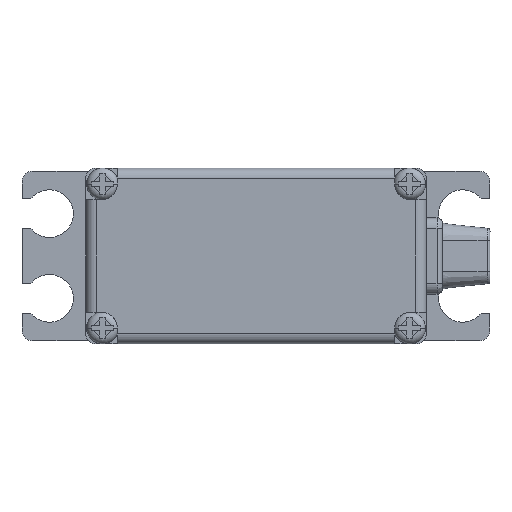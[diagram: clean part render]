
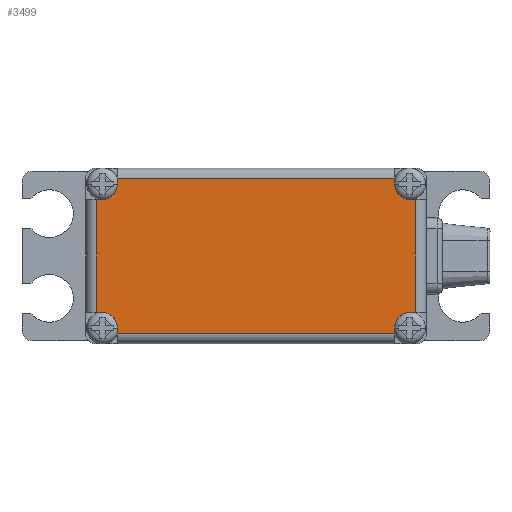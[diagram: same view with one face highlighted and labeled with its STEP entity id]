
A CAD part, front view. The second image highlights one B-rep face of the part: STEP entity #3499.
In plain terms, the highlighted planar face has unit normal (0, -1, 0).
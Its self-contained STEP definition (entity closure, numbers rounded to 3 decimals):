
#320=DIRECTION('',(0.,0.,-1.));
#321=VECTOR('',#320,0.5);
#322=CARTESIAN_POINT('',(-13.1,-6.02,-6.8));
#323=LINE('',#322,#321);
#329=CARTESIAN_POINT('',(-14.6,-6.02,6.8));
#330=DIRECTION('',(0.,-1.,0.));
#331=DIRECTION('',(0.,0.,-1.));
#332=AXIS2_PLACEMENT_3D('',#329,#330,#331);
#334=CARTESIAN_POINT('',(14.6,-6.02,6.8));
#335=DIRECTION('',(0.,-1.,0.));
#336=DIRECTION('',(-1.,0.,0.));
#337=AXIS2_PLACEMENT_3D('',#334,#335,#336);
#339=CARTESIAN_POINT('',(14.6,-6.02,-6.8));
#340=DIRECTION('',(0.,-1.,0.));
#341=DIRECTION('',(0.,0.,1.));
#342=AXIS2_PLACEMENT_3D('',#339,#340,#341);
#344=CARTESIAN_POINT('',(-14.6,-6.02,-6.8));
#345=DIRECTION('',(0.,-1.,0.));
#346=DIRECTION('',(1.,0.,0.));
#347=AXIS2_PLACEMENT_3D('',#344,#345,#346);
#353=DIRECTION('',(0.,0.,-1.));
#354=VECTOR('',#353,10.6);
#355=CARTESIAN_POINT('',(-15.1,-6.02,5.3));
#356=LINE('',#355,#354);
#362=DIRECTION('',(1.,0.,0.));
#363=VECTOR('',#362,0.5);
#364=CARTESIAN_POINT('',(-15.1,-6.02,-5.3));
#365=LINE('',#364,#363);
#408=DIRECTION('',(1.,0.,0.));
#409=VECTOR('',#408,26.2);
#410=CARTESIAN_POINT('',(-13.1,-6.02,-7.3));
#411=LINE('',#410,#409);
#421=DIRECTION('',(0.,0.,-1.));
#422=VECTOR('',#421,0.5);
#423=CARTESIAN_POINT('',(13.1,-6.02,-6.8));
#424=LINE('',#423,#422);
#769=DIRECTION('',(-1.,0.,0.));
#770=VECTOR('',#769,0.5);
#771=CARTESIAN_POINT('',(15.1,-6.02,-5.3));
#772=LINE('',#771,#770);
#777=DIRECTION('',(0.,0.,1.));
#778=VECTOR('',#777,10.6);
#779=CARTESIAN_POINT('',(15.1,-6.02,-5.3));
#780=LINE('',#779,#778);
#786=DIRECTION('',(-1.,0.,0.));
#787=VECTOR('',#786,0.5);
#788=CARTESIAN_POINT('',(15.1,-6.02,5.3));
#789=LINE('',#788,#787);
#896=DIRECTION('',(0.,0.,1.));
#897=VECTOR('',#896,0.5);
#898=CARTESIAN_POINT('',(13.1,-6.02,6.8));
#899=LINE('',#898,#897);
#1175=DIRECTION('',(-1.,0.,0.));
#1176=VECTOR('',#1175,26.2);
#1177=CARTESIAN_POINT('',(13.1,-6.02,7.3));
#1178=LINE('',#1177,#1176);
#1188=DIRECTION('',(0.,0.,1.));
#1189=VECTOR('',#1188,0.5);
#1190=CARTESIAN_POINT('',(-13.1,-6.02,6.8));
#1191=LINE('',#1190,#1189);
#1381=DIRECTION('',(1.,0.,0.));
#1382=VECTOR('',#1381,0.5);
#1383=CARTESIAN_POINT('',(-15.1,-6.02,5.3));
#1384=LINE('',#1383,#1382);
#2981=CARTESIAN_POINT('',(-15.1,-6.02,5.3));
#2982=CARTESIAN_POINT('',(-15.1,-6.02,-5.3));
#2983=VERTEX_POINT('',#2981);
#2984=VERTEX_POINT('',#2982);
#2985=CARTESIAN_POINT('',(-14.6,-6.02,-5.3));
#2986=VERTEX_POINT('',#2985);
#2987=CARTESIAN_POINT('',(-13.1,-6.02,-6.8));
#2988=VERTEX_POINT('',#2987);
#2989=CARTESIAN_POINT('',(-13.1,-6.02,-7.3));
#2990=VERTEX_POINT('',#2989);
#2991=CARTESIAN_POINT('',(13.1,-6.02,-7.3));
#2992=VERTEX_POINT('',#2991);
#2993=CARTESIAN_POINT('',(13.1,-6.02,-6.8));
#2994=VERTEX_POINT('',#2993);
#2995=CARTESIAN_POINT('',(14.6,-6.02,-5.3));
#2996=VERTEX_POINT('',#2995);
#2997=CARTESIAN_POINT('',(15.1,-6.02,-5.3));
#2998=VERTEX_POINT('',#2997);
#2999=CARTESIAN_POINT('',(15.1,-6.02,5.3));
#3000=VERTEX_POINT('',#2999);
#3001=CARTESIAN_POINT('',(14.6,-6.02,5.3));
#3002=VERTEX_POINT('',#3001);
#3003=CARTESIAN_POINT('',(13.1,-6.02,6.8));
#3004=VERTEX_POINT('',#3003);
#3005=CARTESIAN_POINT('',(13.1,-6.02,7.3));
#3006=VERTEX_POINT('',#3005);
#3007=CARTESIAN_POINT('',(-13.1,-6.02,7.3));
#3008=VERTEX_POINT('',#3007);
#3009=CARTESIAN_POINT('',(-13.1,-6.02,6.8));
#3010=VERTEX_POINT('',#3009);
#3011=CARTESIAN_POINT('',(-14.6,-6.02,5.3));
#3012=VERTEX_POINT('',#3011);
#3462=CARTESIAN_POINT('',(0.,-6.02,0.));
#3463=DIRECTION('',(0.,1.,0.));
#3464=DIRECTION('',(1.,0.,0.));
#3465=AXIS2_PLACEMENT_3D('',#3462,#3463,#3464);
#3466=PLANE('',#3465);
#3468=ORIENTED_EDGE('',*,*,#3467,.F.);
#3470=ORIENTED_EDGE('',*,*,#3469,.T.);
#3472=ORIENTED_EDGE('',*,*,#3471,.T.);
#3474=ORIENTED_EDGE('',*,*,#3473,.T.);
#3476=ORIENTED_EDGE('',*,*,#3475,.F.);
#3478=ORIENTED_EDGE('',*,*,#3477,.F.);
#3480=ORIENTED_EDGE('',*,*,#3479,.T.);
#3482=ORIENTED_EDGE('',*,*,#3481,.F.);
#3484=ORIENTED_EDGE('',*,*,#3483,.F.);
#3486=ORIENTED_EDGE('',*,*,#3485,.T.);
#3488=ORIENTED_EDGE('',*,*,#3487,.T.);
#3490=ORIENTED_EDGE('',*,*,#3489,.T.);
#3492=ORIENTED_EDGE('',*,*,#3491,.F.);
#3493=ORIENTED_EDGE('',*,*,#3444,.F.);
#3494=ORIENTED_EDGE('',*,*,#3371,.T.);
#3496=ORIENTED_EDGE('',*,*,#3495,.F.);
#3497=EDGE_LOOP('',(#3468,#3470,#3472,#3474,#3476,#3478,#3480,#3482,#3484,#3486,
#3488,#3490,#3492,#3493,#3494,#3496));
#3498=FACE_OUTER_BOUND('',#3497,.F.);
#3499=ADVANCED_FACE('',(#3498),#3466,.F.);
#333=CIRCLE('',#332,1.5);
#338=CIRCLE('',#337,1.5);
#343=CIRCLE('',#342,1.5);
#348=CIRCLE('',#347,1.5);
#3371=EDGE_CURVE('',#2988,#2986,#348,.T.);
#3444=EDGE_CURVE('',#2988,#2990,#323,.T.);
#3467=EDGE_CURVE('',#2983,#2984,#356,.T.);
#3469=EDGE_CURVE('',#2983,#3012,#1384,.T.);
#3471=EDGE_CURVE('',#3012,#3010,#333,.T.);
#3473=EDGE_CURVE('',#3010,#3008,#1191,.T.);
#3475=EDGE_CURVE('',#3006,#3008,#1178,.T.);
#3477=EDGE_CURVE('',#3004,#3006,#899,.T.);
#3479=EDGE_CURVE('',#3004,#3002,#338,.T.);
#3481=EDGE_CURVE('',#3000,#3002,#789,.T.);
#3483=EDGE_CURVE('',#2998,#3000,#780,.T.);
#3485=EDGE_CURVE('',#2998,#2996,#772,.T.);
#3487=EDGE_CURVE('',#2996,#2994,#343,.T.);
#3489=EDGE_CURVE('',#2994,#2992,#424,.T.);
#3491=EDGE_CURVE('',#2990,#2992,#411,.T.);
#3495=EDGE_CURVE('',#2984,#2986,#365,.T.);
